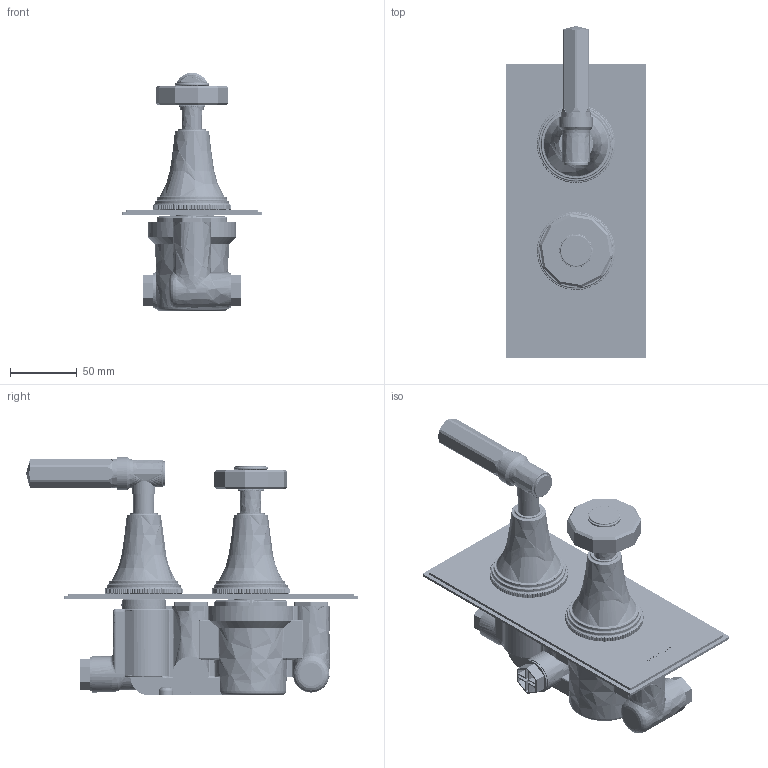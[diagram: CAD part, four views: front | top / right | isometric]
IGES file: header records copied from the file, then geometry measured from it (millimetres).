
Global section: file name: V601-TL; native system: Autodesk Inventor 2018; preprocessor: unknown; author: adaniels; date: 20171021.104311; units: millimetre
Bounding box: 105 x 248 x 178.2 mm (x, y, z)
Volume: 539732.9 mm3; surface area: 292616.4 mm2
Topology: 66 solids, 71 shells, 3183 faces, 8069 edges, 5161 vertices
Faces by surface type: bspline 3183
